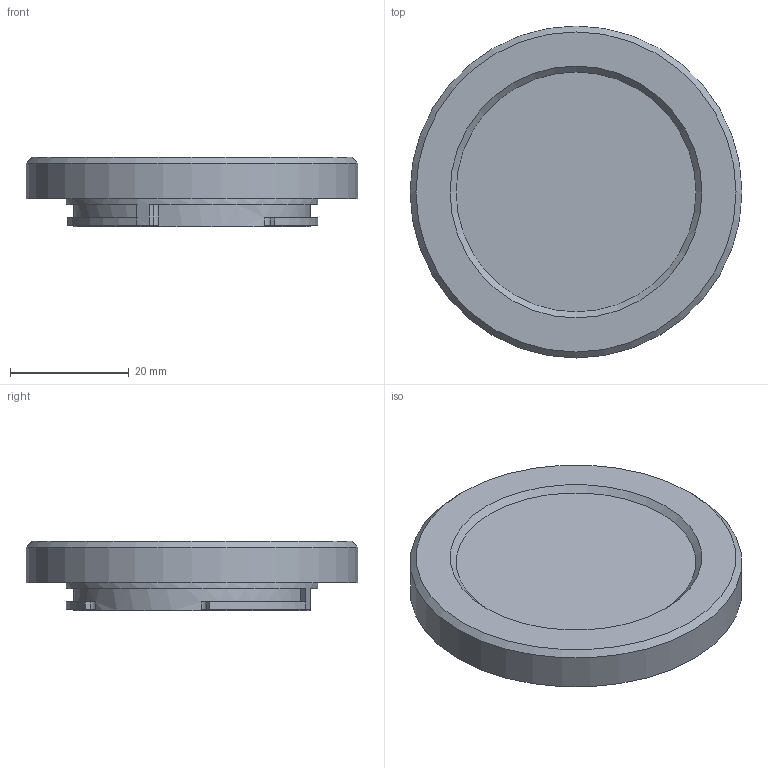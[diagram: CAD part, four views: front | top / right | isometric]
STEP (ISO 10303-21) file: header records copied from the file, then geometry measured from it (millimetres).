
FILE_DESCRIPTION(/* description */ (''),/* implementation_level */ '2;1');
FILE_NAME(/* name */ 'baseBodyCap_fujiX',/* time_stamp */ '2023-12-05T16:34:02-05:00',/* author */ ('George Moua'),/* organization */ ('Archive 663'),/* preprocessor_version */ 'ST-DEVELOPER v16.7',/* originating_system */ 'Solid Edge',/* authorisation */ 'Unknown');
FILE_SCHEMA (('AUTOMOTIVE_DESIGN {1 0 10303 214 3 1 1}'));
Length unit declared in the file: millimetre
Products named in the file (3): mountLensBase; mountLensBase_fujiX_oa_0; baseBodyCap_fujiX
Assembly tree (2 placements, depth 3):
  mountLensBase
    mountLensBase_fujiX_oa_0
      baseBodyCap_fujiX
Bounding box: 56 x 56 x 11.75 mm (x, y, z)
Volume: 11713.4 mm3; surface area: 9252.1 mm2
Topology: 1 solids, 1 shells, 42 faces, 100 edges, 67 vertices
Faces by surface type: plane 21, cylinder 15, cone 5, sphere 1
Full cylindrical faces by diameter (mm): 34.2 x1, 40 x1, 42.5 x1, 46.5 x1, 52.5 x1, 56 x1
Entity records: 1147 total; most frequent: DIRECTION 208, CARTESIAN_POINT 185, ORIENTED_EDGE 156, AXIS2_PLACEMENT_3D 87, EDGE_CURVE 78, EDGE_LOOP 59, FACE_BOUND 59, VERTEX_POINT 57
